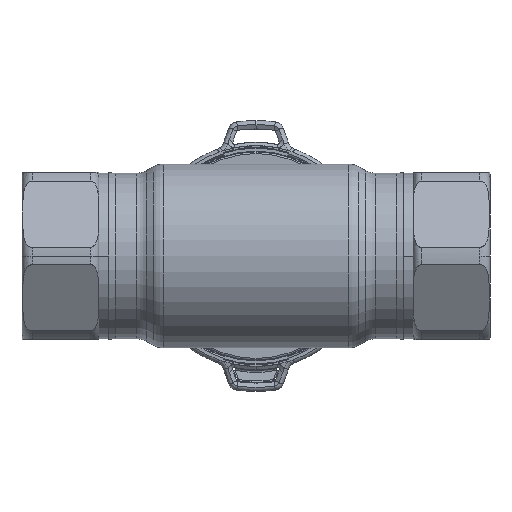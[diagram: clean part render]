
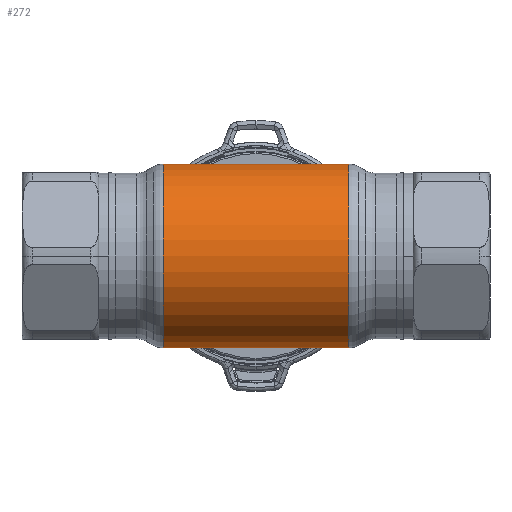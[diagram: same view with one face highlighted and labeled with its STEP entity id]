
A CAD part, front view. The second image highlights one B-rep face of the part: STEP entity #272.
In plain terms, the highlighted cylindrical face has radius 27.5 mm (diameter 55 mm), a partial arc.
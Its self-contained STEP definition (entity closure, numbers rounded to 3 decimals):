
#272 = ADVANCED_FACE ( 'NONE', ( #31844 ), #37683, .T. ) ;
#1004 = VECTOR ( 'NONE', #37035, 1000. ) ;
#1014 = VERTEX_POINT ( 'NONE', #13629 ) ;
#1472 = AXIS2_PLACEMENT_3D ( 'NONE', #22252, #34170, #37656 ) ;
#1599 = CARTESIAN_POINT ( 'NONE',  ( -27.785, 0., 0. ) ) ;
#1707 = CARTESIAN_POINT ( 'NONE',  ( -62.69, 0., -27.5 ) ) ;
#3683 = CARTESIAN_POINT ( 'NONE',  ( 27.785, 0., 27.5 ) ) ;
#4121 = DIRECTION ( 'NONE',  ( -1., 0., 0. ) ) ;
#5293 = EDGE_CURVE ( 'NONE', #27541, #29715, #13161, .T. ) ;
#6790 = EDGE_CURVE ( 'NONE', #1014, #10440, #13630, .T. ) ;
#7906 = AXIS2_PLACEMENT_3D ( 'NONE', #1599, #4121, #34097 ) ;
#8529 = CIRCLE ( 'NONE', #7906, 27.5 ) ;
#10440 = VERTEX_POINT ( 'NONE', #35106 ) ;
#10677 = CARTESIAN_POINT ( 'NONE',  ( -62.69, 0., 0. ) ) ;
#11065 = ORIENTED_EDGE ( 'NONE', *, *, #15543, .F. ) ;
#12944 = VECTOR ( 'NONE', #25603, 1000. ) ;
#13161 = LINE ( 'NONE', #25126, #1004 ) ;
#13341 = CIRCLE ( 'NONE', #1472, 27.5 ) ;
#13438 = DIRECTION ( 'NONE',  ( -1., 0., 0. ) ) ;
#13629 = CARTESIAN_POINT ( 'NONE',  ( 27.785, 0., -27.5 ) ) ;
#13630 = LINE ( 'NONE', #1707, #12944 ) ;
#14008 = DIRECTION ( 'NONE',  ( 0., 0., 1. ) ) ;
#14746 = ORIENTED_EDGE ( 'NONE', *, *, #6790, .F. ) ;
#15543 = EDGE_CURVE ( 'NONE', #10440, #29715, #8529, .T. ) ;
#22252 = CARTESIAN_POINT ( 'NONE',  ( 27.785, 0., 0. ) ) ;
#23254 = CARTESIAN_POINT ( 'NONE',  ( -27.785, 0., 27.5 ) ) ;
#25126 = CARTESIAN_POINT ( 'NONE',  ( -62.69, 0., 27.5 ) ) ;
#25603 = DIRECTION ( 'NONE',  ( -1., 0., 0. ) ) ;
#26708 = ORIENTED_EDGE ( 'NONE', *, *, #5293, .T. ) ;
#26743 = EDGE_LOOP ( 'NONE', ( #14746, #36136, #26708, #11065 ) ) ;
#27541 = VERTEX_POINT ( 'NONE', #3683 ) ;
#29715 = VERTEX_POINT ( 'NONE', #23254 ) ;
#31844 = FACE_OUTER_BOUND ( 'NONE', #26743, .T. ) ;
#34097 = DIRECTION ( 'NONE',  ( 0., 0., 1. ) ) ;
#34170 = DIRECTION ( 'NONE',  ( -1., 0., 0. ) ) ;
#35106 = CARTESIAN_POINT ( 'NONE',  ( -27.785, 0., -27.5 ) ) ;
#36136 = ORIENTED_EDGE ( 'NONE', *, *, #36984, .T. ) ;
#36984 = EDGE_CURVE ( 'NONE', #1014, #27541, #13341, .T. ) ;
#37035 = DIRECTION ( 'NONE',  ( -1., 0., 0. ) ) ;
#37250 = AXIS2_PLACEMENT_3D ( 'NONE', #10677, #13438, #14008 ) ;
#37656 = DIRECTION ( 'NONE',  ( 0., 0., 1. ) ) ;
#37683 = CYLINDRICAL_SURFACE ( 'NONE', #37250, 27.5 ) ;
